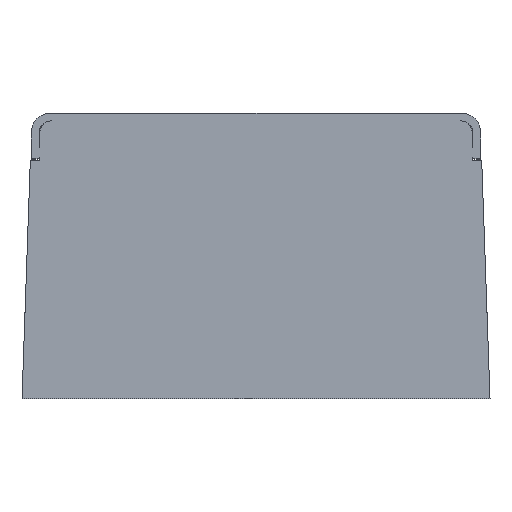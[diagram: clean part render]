
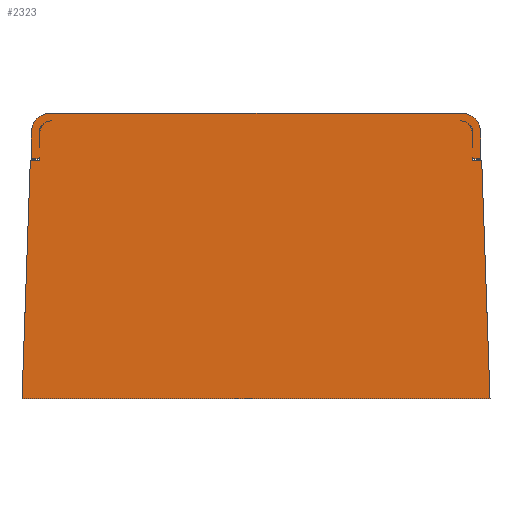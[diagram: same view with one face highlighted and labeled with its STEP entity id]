
A CAD part, top view. The second image highlights one B-rep face of the part: STEP entity #2323.
In plain terms, the highlighted planar face has unit normal (0, 0, 1).
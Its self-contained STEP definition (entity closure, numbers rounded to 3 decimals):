
#377=CARTESIAN_POINT('',(51.5,31.,30.));
#378=DIRECTION('',(0.,0.,1.));
#379=DIRECTION('',(1.,0.,0.));
#380=AXIS2_PLACEMENT_3D('',#377,#378,#379);
#382=DIRECTION('',(0.,1.,0.));
#383=VECTOR('',#382,3.6);
#384=CARTESIAN_POINT('',(54.5,27.4,30.));
#385=LINE('',#384,#383);
#386=CARTESIAN_POINT('',(53.7,28.,30.));
#387=DIRECTION('',(0.,0.,-1.));
#388=DIRECTION('',(1.,0.,0.));
#389=AXIS2_PLACEMENT_3D('',#386,#387,#388);
#391=DIRECTION('',(0.,-1.,0.));
#392=VECTOR('',#391,3.);
#393=CARTESIAN_POINT('',(54.7,31.,30.));
#394=LINE('',#393,#392);
#395=CARTESIAN_POINT('',(51.7,31.,30.));
#396=DIRECTION('',(0.,0.,-1.));
#397=DIRECTION('',(0.,1.,0.));
#398=AXIS2_PLACEMENT_3D('',#395,#396,#397);
#400=DIRECTION('',(0.,-1.,0.));
#401=VECTOR('',#400,0.673);
#402=CARTESIAN_POINT('',(-54.5,24.673,30.));
#403=LINE('',#402,#401);
#404=CARTESIAN_POINT('',(-55.2,26.,30.));
#405=DIRECTION('',(0.,0.,1.));
#406=DIRECTION('',(0.,-1.,0.));
#407=AXIS2_PLACEMENT_3D('',#404,#405,#406);
#409=DIRECTION('',(1.,0.,0.));
#410=VECTOR('',#409,1.5);
#411=CARTESIAN_POINT('',(-56.7,24.5,30.));
#412=LINE('',#411,#410);
#413=DIRECTION('',(0.,-1.,0.));
#414=VECTOR('',#413,6.5);
#415=CARTESIAN_POINT('',(-56.7,31.,30.));
#416=LINE('',#415,#414);
#417=CARTESIAN_POINT('',(-51.7,31.,30.));
#418=DIRECTION('',(0.,0.,1.));
#419=DIRECTION('',(0.,1.,0.));
#420=AXIS2_PLACEMENT_3D('',#417,#418,#419);
#422=DIRECTION('',(-1.,0.,0.));
#423=VECTOR('',#422,103.4);
#424=CARTESIAN_POINT('',(51.7,36.,30.));
#425=LINE('',#424,#423);
#426=CARTESIAN_POINT('',(51.7,31.,30.));
#427=DIRECTION('',(0.,0.,1.));
#428=DIRECTION('',(1.,0.,0.));
#429=AXIS2_PLACEMENT_3D('',#426,#427,#428);
#431=DIRECTION('',(0.,1.,0.));
#432=VECTOR('',#431,6.5);
#433=CARTESIAN_POINT('',(56.7,24.5,30.));
#434=LINE('',#433,#432);
#435=DIRECTION('',(1.,0.,0.));
#436=VECTOR('',#435,1.5);
#437=CARTESIAN_POINT('',(55.2,24.5,30.));
#438=LINE('',#437,#436);
#439=CARTESIAN_POINT('',(55.2,26.,30.));
#440=DIRECTION('',(0.,0.,1.));
#441=DIRECTION('',(-0.467,-0.884,0.));
#442=AXIS2_PLACEMENT_3D('',#439,#440,#441);
#444=DIRECTION('',(0.,1.,0.));
#445=VECTOR('',#444,0.673);
#446=CARTESIAN_POINT('',(54.5,24.,30.));
#447=LINE('',#446,#445);
#448=DIRECTION('',(-1.,0.,0.));
#449=VECTOR('',#448,2.405);
#450=CARTESIAN_POINT('',(56.905,24.,30.));
#451=LINE('',#450,#449);
#452=DIRECTION('',(-0.035,0.999,0.));
#453=VECTOR('',#452,60.037);
#454=CARTESIAN_POINT('',(59.,-36.,30.));
#455=LINE('',#454,#453);
#456=DIRECTION('',(1.,0.,0.));
#457=VECTOR('',#456,118.);
#458=CARTESIAN_POINT('',(-59.,-36.,30.));
#459=LINE('',#458,#457);
#460=DIRECTION('',(-0.035,-0.999,0.));
#461=VECTOR('',#460,60.037);
#462=CARTESIAN_POINT('',(-56.905,24.,30.));
#463=LINE('',#462,#461);
#464=DIRECTION('',(-1.,0.,0.));
#465=VECTOR('',#464,2.405);
#466=CARTESIAN_POINT('',(-54.5,24.,30.));
#467=LINE('',#466,#465);
#468=CARTESIAN_POINT('',(-51.7,31.,30.));
#469=DIRECTION('',(0.,0.,-1.));
#470=DIRECTION('',(-1.,0.,0.));
#471=AXIS2_PLACEMENT_3D('',#468,#469,#470);
#473=DIRECTION('',(0.,1.,0.));
#474=VECTOR('',#473,3.);
#475=CARTESIAN_POINT('',(-54.7,28.,30.));
#476=LINE('',#475,#474);
#477=CARTESIAN_POINT('',(-53.7,28.,30.));
#478=DIRECTION('',(0.,0.,-1.));
#479=DIRECTION('',(-0.8,-0.6,0.));
#480=AXIS2_PLACEMENT_3D('',#477,#478,#479);
#482=DIRECTION('',(0.,-1.,0.));
#483=VECTOR('',#482,3.6);
#484=CARTESIAN_POINT('',(-54.5,31.,30.));
#485=LINE('',#484,#483);
#486=CARTESIAN_POINT('',(-51.5,31.,30.));
#487=DIRECTION('',(0.,0.,1.));
#488=DIRECTION('',(-0.067,0.998,0.));
#489=AXIS2_PLACEMENT_3D('',#486,#487,#488);
#1509=CARTESIAN_POINT('',(-54.5,24.,30.));
#1510=CARTESIAN_POINT('',(-56.905,24.,30.));
#1511=VERTEX_POINT('',#1509);
#1512=VERTEX_POINT('',#1510);
#1513=CARTESIAN_POINT('',(-59.,-36.,30.));
#1514=VERTEX_POINT('',#1513);
#1515=CARTESIAN_POINT('',(59.,-36.,30.));
#1516=VERTEX_POINT('',#1515);
#1517=CARTESIAN_POINT('',(56.905,24.,30.));
#1518=VERTEX_POINT('',#1517);
#1519=CARTESIAN_POINT('',(54.5,24.,30.));
#1520=VERTEX_POINT('',#1519);
#1582=CARTESIAN_POINT('',(54.5,31.,30.));
#1584=VERTEX_POINT('',#1582);
#1590=CARTESIAN_POINT('',(-54.5,31.,30.));
#1592=VERTEX_POINT('',#1590);
#1621=CARTESIAN_POINT('',(51.7,34.,30.));
#1622=CARTESIAN_POINT('',(54.7,31.,30.));
#1623=VERTEX_POINT('',#1621);
#1624=VERTEX_POINT('',#1622);
#1625=CARTESIAN_POINT('',(54.7,28.,30.));
#1626=VERTEX_POINT('',#1625);
#1627=CARTESIAN_POINT('',(55.2,24.5,30.));
#1628=CARTESIAN_POINT('',(56.7,24.5,30.));
#1629=VERTEX_POINT('',#1627);
#1630=VERTEX_POINT('',#1628);
#1631=CARTESIAN_POINT('',(56.7,31.,30.));
#1632=VERTEX_POINT('',#1631);
#1633=CARTESIAN_POINT('',(51.7,36.,30.));
#1634=VERTEX_POINT('',#1633);
#1635=CARTESIAN_POINT('',(-51.7,36.,30.));
#1636=VERTEX_POINT('',#1635);
#1637=CARTESIAN_POINT('',(-56.7,31.,30.));
#1638=VERTEX_POINT('',#1637);
#1639=CARTESIAN_POINT('',(-56.7,24.5,30.));
#1640=VERTEX_POINT('',#1639);
#1641=CARTESIAN_POINT('',(-55.2,24.5,30.));
#1642=VERTEX_POINT('',#1641);
#1643=CARTESIAN_POINT('',(-54.7,28.,30.));
#1644=CARTESIAN_POINT('',(-54.7,31.,30.));
#1645=VERTEX_POINT('',#1643);
#1646=VERTEX_POINT('',#1644);
#1647=CARTESIAN_POINT('',(-51.7,34.,30.));
#1648=VERTEX_POINT('',#1647);
#1654=CARTESIAN_POINT('',(54.5,24.673,30.));
#1656=VERTEX_POINT('',#1654);
#1662=CARTESIAN_POINT('',(54.5,27.4,30.));
#1664=VERTEX_POINT('',#1662);
#1686=CARTESIAN_POINT('',(-54.5,27.4,30.));
#1688=VERTEX_POINT('',#1686);
#1694=CARTESIAN_POINT('',(-54.5,24.673,30.));
#1696=VERTEX_POINT('',#1694);
#2268=CARTESIAN_POINT('',(0.,0.,30.));
#2269=DIRECTION('',(0.,0.,1.));
#2270=DIRECTION('',(1.,0.,0.));
#2271=AXIS2_PLACEMENT_3D('',#2268,#2269,#2270);
#2272=PLANE('',#2271);
#2274=ORIENTED_EDGE('',*,*,#2273,.F.);
#2276=ORIENTED_EDGE('',*,*,#2275,.F.);
#2278=ORIENTED_EDGE('',*,*,#2277,.F.);
#2280=ORIENTED_EDGE('',*,*,#2279,.F.);
#2282=ORIENTED_EDGE('',*,*,#2281,.F.);
#2284=ORIENTED_EDGE('',*,*,#2283,.F.);
#2286=ORIENTED_EDGE('',*,*,#2285,.F.);
#2288=ORIENTED_EDGE('',*,*,#2287,.F.);
#2290=ORIENTED_EDGE('',*,*,#2289,.F.);
#2292=ORIENTED_EDGE('',*,*,#2291,.F.);
#2294=ORIENTED_EDGE('',*,*,#2293,.F.);
#2296=ORIENTED_EDGE('',*,*,#2295,.F.);
#2298=ORIENTED_EDGE('',*,*,#2297,.F.);
#2300=ORIENTED_EDGE('',*,*,#2299,.F.);
#2302=ORIENTED_EDGE('',*,*,#2301,.F.);
#2304=ORIENTED_EDGE('',*,*,#2303,.F.);
#2305=EDGE_LOOP('',(#2274,#2276,#2278,#2280,#2282,#2284,#2286,#2288,#2290,#2292,
#2294,#2296,#2298,#2300,#2302,#2304));
#2306=FACE_OUTER_BOUND('',#2305,.F.);
#2307=ORIENTED_EDGE('',*,*,#2189,.F.);
#2308=ORIENTED_EDGE('',*,*,#2215,.F.);
#2309=ORIENTED_EDGE('',*,*,#2231,.F.);
#2310=ORIENTED_EDGE('',*,*,#2249,.F.);
#2311=ORIENTED_EDGE('',*,*,#2262,.F.);
#2312=EDGE_LOOP('',(#2307,#2308,#2309,#2310,#2311));
#2313=FACE_BOUND('',#2312,.F.);
#2315=ORIENTED_EDGE('',*,*,#2314,.F.);
#2317=ORIENTED_EDGE('',*,*,#2316,.F.);
#2318=ORIENTED_EDGE('',*,*,#2106,.F.);
#2319=ORIENTED_EDGE('',*,*,#2089,.F.);
#2320=ORIENTED_EDGE('',*,*,#1975,.F.);
#2321=EDGE_LOOP('',(#2315,#2317,#2318,#2319,#2320));
#2322=FACE_BOUND('',#2321,.F.);
#381=CIRCLE('',#380,3.);
#390=CIRCLE('',#389,1.);
#399=CIRCLE('',#398,3.);
#408=CIRCLE('',#407,1.5);
#421=CIRCLE('',#420,5.);
#430=CIRCLE('',#429,5.);
#443=CIRCLE('',#442,1.5);
#472=CIRCLE('',#471,3.);
#481=CIRCLE('',#480,1.);
#490=CIRCLE('',#489,3.);
#1975=EDGE_CURVE('',#1648,#1592,#490,.T.);
#2089=EDGE_CURVE('',#1592,#1688,#485,.T.);
#2106=EDGE_CURVE('',#1688,#1645,#481,.T.);
#2189=EDGE_CURVE('',#1584,#1623,#381,.T.);
#2215=EDGE_CURVE('',#1664,#1584,#385,.T.);
#2231=EDGE_CURVE('',#1626,#1664,#390,.T.);
#2249=EDGE_CURVE('',#1624,#1626,#394,.T.);
#2262=EDGE_CURVE('',#1623,#1624,#399,.T.);
#2273=EDGE_CURVE('',#1696,#1511,#403,.T.);
#2275=EDGE_CURVE('',#1642,#1696,#408,.T.);
#2277=EDGE_CURVE('',#1640,#1642,#412,.T.);
#2279=EDGE_CURVE('',#1638,#1640,#416,.T.);
#2281=EDGE_CURVE('',#1636,#1638,#421,.T.);
#2283=EDGE_CURVE('',#1634,#1636,#425,.T.);
#2285=EDGE_CURVE('',#1632,#1634,#430,.T.);
#2287=EDGE_CURVE('',#1630,#1632,#434,.T.);
#2289=EDGE_CURVE('',#1629,#1630,#438,.T.);
#2291=EDGE_CURVE('',#1656,#1629,#443,.T.);
#2293=EDGE_CURVE('',#1520,#1656,#447,.T.);
#2295=EDGE_CURVE('',#1518,#1520,#451,.T.);
#2297=EDGE_CURVE('',#1516,#1518,#455,.T.);
#2299=EDGE_CURVE('',#1514,#1516,#459,.T.);
#2301=EDGE_CURVE('',#1512,#1514,#463,.T.);
#2303=EDGE_CURVE('',#1511,#1512,#467,.T.);
#2314=EDGE_CURVE('',#1646,#1648,#472,.T.);
#2316=EDGE_CURVE('',#1645,#1646,#476,.T.);
#2323=ADVANCED_FACE('',(#2306,#2313,#2322),#2272,.T.);
